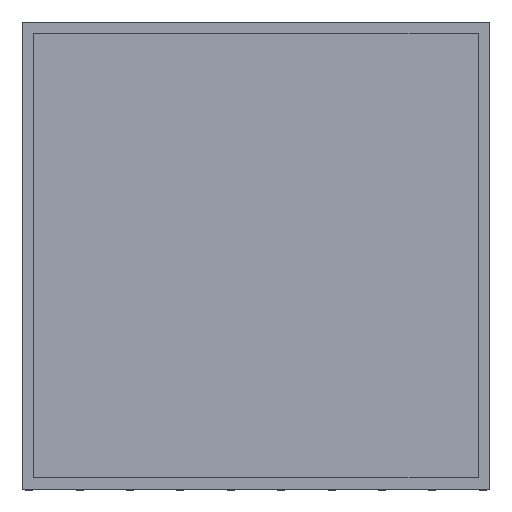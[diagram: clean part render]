
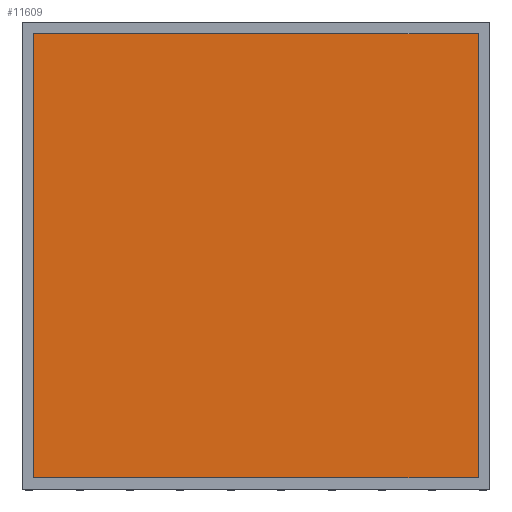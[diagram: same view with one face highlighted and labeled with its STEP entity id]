
A CAD part, top view. The second image highlights one B-rep face of the part: STEP entity #11609.
In plain terms, the highlighted planar face has unit normal (0, 0, 1).
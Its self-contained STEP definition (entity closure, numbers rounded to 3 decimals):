
#405=PLANE('',#12822);
#4303=ORIENTED_EDGE('',*,*,#5987,.F.);
#4304=ORIENTED_EDGE('',*,*,#5996,.F.);
#4305=ORIENTED_EDGE('',*,*,#5993,.F.);
#4306=ORIENTED_EDGE('',*,*,#5990,.F.);
#5987=EDGE_CURVE('',#7115,#7116,#8265,.T.);
#5990=EDGE_CURVE('',#7116,#7118,#8268,.T.);
#5993=EDGE_CURVE('',#7118,#7120,#8271,.T.);
#5996=EDGE_CURVE('',#7120,#7115,#8274,.T.);
#7115=VERTEX_POINT('',#19691);
#7116=VERTEX_POINT('',#19693);
#7118=VERTEX_POINT('',#19699);
#7120=VERTEX_POINT('',#19705);
#8265=LINE('',#19692,#9419);
#8268=LINE('',#19698,#9422);
#8271=LINE('',#19704,#9425);
#8274=LINE('',#19709,#9428);
#9419=VECTOR('',#16260,1000.);
#9422=VECTOR('',#16265,1000.);
#9425=VECTOR('',#16270,1000.);
#9428=VECTOR('',#16275,1000.);
#10079=EDGE_LOOP('',(#4303,#4304,#4305,#4306));
#10731=FACE_BOUND('',#10079,.T.);
#11609=ADVANCED_FACE('',(#10731),#405,.F.);
#12822=AXIS2_PLACEMENT_3D('',#19710,#16276,#16277);
#16260=DIRECTION('',(0.,-1.,0.));
#16265=DIRECTION('',(-1.,0.,0.));
#16270=DIRECTION('',(0.,1.,0.));
#16275=DIRECTION('',(1.,0.,0.));
#16276=DIRECTION('',(0.,0.,-1.));
#16277=DIRECTION('',(-1.,0.,0.));
#19691=CARTESIAN_POINT('',(19.,19.,0.08));
#19692=CARTESIAN_POINT('',(19.,19.,0.08));
#19693=CARTESIAN_POINT('',(19.,-19.,0.08));
#19698=CARTESIAN_POINT('',(19.,-19.,0.08));
#19699=CARTESIAN_POINT('',(-19.,-19.,0.08));
#19704=CARTESIAN_POINT('',(-19.,-19.,0.08));
#19705=CARTESIAN_POINT('',(-19.,19.,0.08));
#19709=CARTESIAN_POINT('',(-19.,19.,0.08));
#19710=CARTESIAN_POINT('',(0.,0.,0.08));
